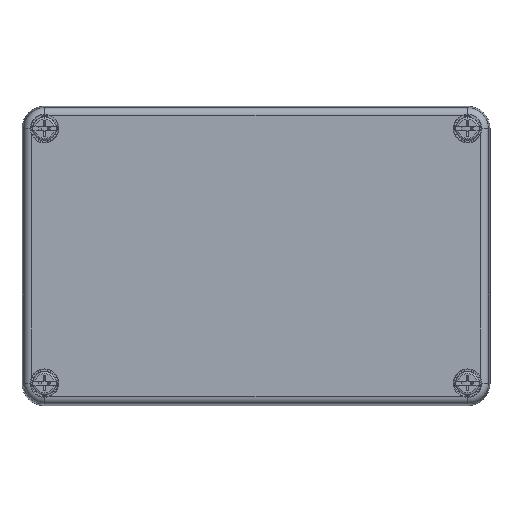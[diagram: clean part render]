
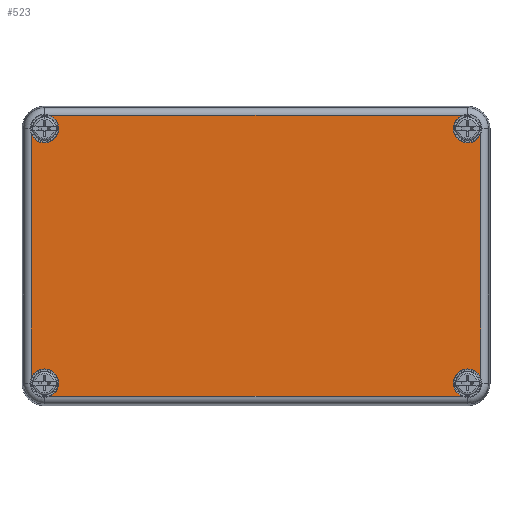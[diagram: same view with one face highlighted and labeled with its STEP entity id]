
A CAD part, top view. The second image highlights one B-rep face of the part: STEP entity #523.
In plain terms, the highlighted planar face has unit normal (0, 0, 1).
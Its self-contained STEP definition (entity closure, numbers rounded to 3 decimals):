
#523 = ADVANCED_FACE( '', ( #1177 ), #1178, .F. );
#1177 = FACE_OUTER_BOUND( '', #2033, .T. );
#1178 = PLANE( '', #2034 );
#2033 = EDGE_LOOP( '', ( #3310, #3311, #3312, #3313, #3314, #3315, #3316, #3317 ) );
#2034 = AXIS2_PLACEMENT_3D( '', #3318, #3319, #3320 );
#3310 = ORIENTED_EDGE( '', *, *, #4861, .T. );
#3311 = ORIENTED_EDGE( '', *, *, #5169, .F. );
#3312 = ORIENTED_EDGE( '', *, *, #5170, .F. );
#3313 = ORIENTED_EDGE( '', *, *, #5171, .F. );
#3314 = ORIENTED_EDGE( '', *, *, #5072, .F. );
#3315 = ORIENTED_EDGE( '', *, *, #5082, .F. );
#3316 = ORIENTED_EDGE( '', *, *, #5172, .T. );
#3317 = ORIENTED_EDGE( '', *, *, #5173, .F. );
#3318 = CARTESIAN_POINT( '', ( 56.5, 37.545, 15. ) );
#3319 = DIRECTION( '', ( 0., 0., -1. ) );
#3320 = DIRECTION( '', ( -1., 0., 0. ) );
#4861 = EDGE_CURVE( '', #5763, #5760, #5764, .T. );
#5072 = EDGE_CURVE( '', #6118, #6114, #6120, .T. );
#5082 = EDGE_CURVE( '', #6133, #6118, #6135, .T. );
#5169 = EDGE_CURVE( '', #6261, #5760, #6262, .T. );
#5170 = EDGE_CURVE( '', #6263, #6261, #6264, .T. );
#5171 = EDGE_CURVE( '', #6114, #6263, #6265, .T. );
#5172 = EDGE_CURVE( '', #6133, #6266, #6267, .T. );
#5173 = EDGE_CURVE( '', #5763, #6266, #6268, .T. );
#5760 = VERTEX_POINT( '', #7017 );
#5763 = VERTEX_POINT( '', #7025 );
#5764 = LINE( '', #7026, #7027 );
#6114 = VERTEX_POINT( '', #7476 );
#6118 = VERTEX_POINT( '', #7485 );
#6120 = LINE( '', #7492, #7493 );
#6133 = VERTEX_POINT( '', #7508 );
#6135 = CIRCLE( '', #7515, 3.8 );
#6261 = VERTEX_POINT( '', #7697 );
#6262 = CIRCLE( '', #7698, 3.8 );
#6263 = VERTEX_POINT( '', #7699 );
#6264 = LINE( '', #7700, #7701 );
#6265 = CIRCLE( '', #7702, 3.8 );
#6266 = VERTEX_POINT( '', #7703 );
#6267 = LINE( '', #7704, #7705 );
#6268 = CIRCLE( '', #7706, 3.8 );
#7017 = CARTESIAN_POINT( '', ( -60.045, -32.631, 15. ) );
#7025 = CARTESIAN_POINT( '', ( -60.045, 32.631, 15. ) );
#7026 = CARTESIAN_POINT( '', ( -60.045, 34., 15. ) );
#7027 = VECTOR( '', #8580, 1000. );
#7476 = CARTESIAN_POINT( '', ( 60.045, -32.631, 15. ) );
#7485 = CARTESIAN_POINT( '', ( 60.045, 32.631, 15. ) );
#7492 = CARTESIAN_POINT( '', ( 60.045, 34., 15. ) );
#7493 = VECTOR( '', #8905, 1000. );
#7508 = CARTESIAN_POINT( '', ( 55.131, 37.545, 15. ) );
#7515 = AXIS2_PLACEMENT_3D( '', #8917, #8918, #8919 );
#7697 = CARTESIAN_POINT( '', ( -55.131, -37.545, 15. ) );
#7698 = AXIS2_PLACEMENT_3D( '', #9015, #9016, #9017 );
#7699 = CARTESIAN_POINT( '', ( 55.131, -37.545, 15. ) );
#7700 = CARTESIAN_POINT( '', ( 56.5, -37.545, 15. ) );
#7701 = VECTOR( '', #9018, 1000. );
#7702 = AXIS2_PLACEMENT_3D( '', #9019, #9020, #9021 );
#7703 = CARTESIAN_POINT( '', ( -55.131, 37.545, 15. ) );
#7704 = CARTESIAN_POINT( '', ( 56.5, 37.545, 15. ) );
#7705 = VECTOR( '', #9022, 1000. );
#7706 = AXIS2_PLACEMENT_3D( '', #9023, #9024, #9025 );
#8580 = DIRECTION( '', ( 0., -1., 0. ) );
#8905 = DIRECTION( '', ( 0., -1., 0. ) );
#8917 = CARTESIAN_POINT( '', ( 56.5, 34., 15. ) );
#8918 = DIRECTION( '', ( 0., 0., 1. ) );
#8919 = DIRECTION( '', ( 1., 0., 0. ) );
#9015 = CARTESIAN_POINT( '', ( -56.5, -34., 15. ) );
#9016 = DIRECTION( '', ( 0., 0., 1. ) );
#9017 = DIRECTION( '', ( 1., 0., 0. ) );
#9018 = DIRECTION( '', ( -1., 0., 0. ) );
#9019 = CARTESIAN_POINT( '', ( 56.5, -34., 15. ) );
#9020 = DIRECTION( '', ( 0., 0., 1. ) );
#9021 = DIRECTION( '', ( 1., 0., 0. ) );
#9022 = DIRECTION( '', ( -1., 0., 0. ) );
#9023 = CARTESIAN_POINT( '', ( -56.5, 34., 15. ) );
#9024 = DIRECTION( '', ( 0., 0., 1. ) );
#9025 = DIRECTION( '', ( 1., 0., 0. ) );
